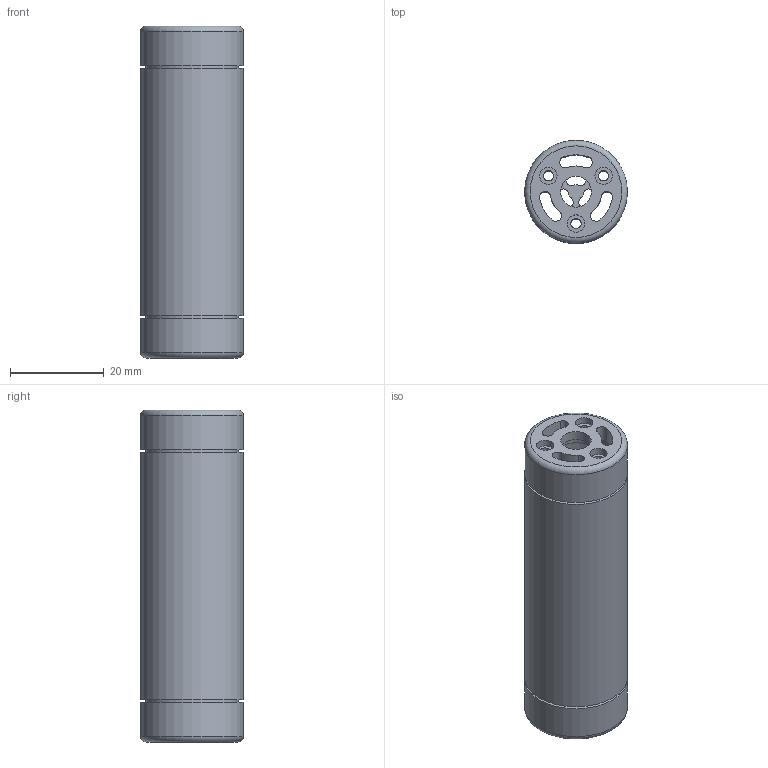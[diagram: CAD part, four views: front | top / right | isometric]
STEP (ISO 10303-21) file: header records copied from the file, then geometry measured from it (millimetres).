
FILE_DESCRIPTION(('FreeCAD Model'),'2;1');
FILE_NAME('Open CASCADE Shape Model','2026-02-05T08:56:21',(''),(''), 'Open CASCADE STEP processor 7.7','FreeCAD','Unknown');
FILE_SCHEMA(('AUTOMOTIVE_DESIGN { 1 0 10303 214 1 1 1 1 }'));
Length unit declared in the file: millimetre
Products named in the file (4): Unnamed; EndCap_Bottom; EndCap_Top; QuartzTube
Assembly tree (3 placements, depth 2):
  Unnamed
    EndCap_Bottom
    EndCap_Top
    QuartzTube
Bounding box: 22 x 22 x 71 mm (x, y, z)
Volume: 6908.5 mm3; surface area: 11289.7 mm2
Topology: 3 solids, 3 shells, 77 faces, 178 edges, 118 vertices
Faces by surface type: cylinder 58, plane 17, torus 2
Full cylindrical faces by diameter (mm): 2.2 x6, 3.7 x6, 6.6 x1, 8.2 x1, 18 x2, 19.7 x2, 20 x1, 22 x3
Entity records: 2419 total; most frequent: DIRECTION 460, CARTESIAN_POINT 377, ORIENTED_EDGE 356, AXIS2_PLACEMENT_3D 201, EDGE_CURVE 178, FACE_BOUND 122, EDGE_LOOP 122, CIRCLE 120
